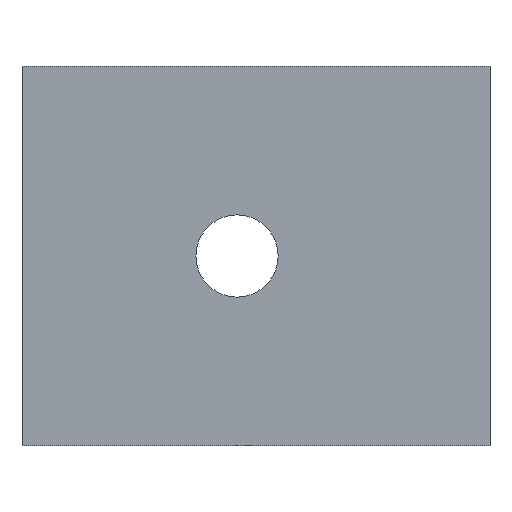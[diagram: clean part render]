
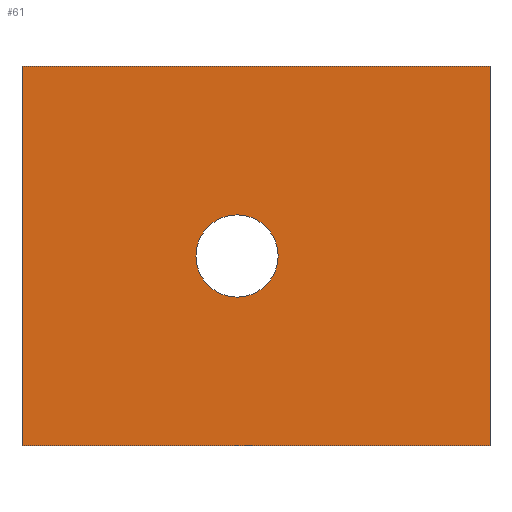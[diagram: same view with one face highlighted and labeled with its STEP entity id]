
A CAD part, left-side view. The second image highlights one B-rep face of the part: STEP entity #61.
In plain terms, the highlighted planar face has unit normal (-1, 0, 0).
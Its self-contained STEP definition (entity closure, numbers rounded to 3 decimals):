
#1 = VERTEX_POINT ( 'NONE', #423 ) ;
#24 = VECTOR ( 'NONE', #592, 1000. ) ;
#33 = DIRECTION ( 'NONE',  ( 0., 1., 0. ) ) ;
#40 = DIRECTION ( 'NONE',  ( 1., 0., 0. ) ) ;
#50 = EDGE_CURVE ( 'NONE', #181, #1, #428, .T. ) ;
#59 = AXIS2_PLACEMENT_3D ( 'NONE', #316, #638, #77 ) ;
#61 = ADVANCED_FACE ( 'NONE', ( #114, #589 ), #124, .F. ) ;
#63 = VERTEX_POINT ( 'NONE', #522 ) ;
#77 = DIRECTION ( 'NONE',  ( 0., 1., 0. ) ) ;
#114 = FACE_BOUND ( 'NONE', #289, .T. ) ;
#122 = ORIENTED_EDGE ( 'NONE', *, *, #130, .T. ) ;
#124 = PLANE ( 'NONE',  #59 ) ;
#130 = EDGE_CURVE ( 'NONE', #63, #1, #542, .T. ) ;
#136 = DIRECTION ( 'NONE',  ( 1., 0., 0. ) ) ;
#140 = EDGE_CURVE ( 'NONE', #267, #255, #143, .T. ) ;
#143 = CIRCLE ( 'NONE', #500, 3.25 ) ;
#156 = EDGE_CURVE ( 'NONE', #260, #63, #237, .T. ) ;
#173 = CARTESIAN_POINT ( 'NONE',  ( 0., 20., -3.25 ) ) ;
#180 = DIRECTION ( 'NONE',  ( 0., 1., 0. ) ) ;
#181 = VERTEX_POINT ( 'NONE', #341 ) ;
#183 = CARTESIAN_POINT ( 'NONE',  ( 0., 37., 15. ) ) ;
#189 = ORIENTED_EDGE ( 'NONE', *, *, #140, .T. ) ;
#191 = CARTESIAN_POINT ( 'NONE',  ( 0., 37., -15. ) ) ;
#208 = CARTESIAN_POINT ( 'NONE',  ( 0., 20., 3.25 ) ) ;
#234 = CARTESIAN_POINT ( 'NONE',  ( 0., 37., 15. ) ) ;
#237 = LINE ( 'NONE', #234, #360 ) ;
#254 = ORIENTED_EDGE ( 'NONE', *, *, #566, .F. ) ;
#255 = VERTEX_POINT ( 'NONE', #208 ) ;
#260 = VERTEX_POINT ( 'NONE', #408 ) ;
#267 = VERTEX_POINT ( 'NONE', #173 ) ;
#271 = VECTOR ( 'NONE', #286, 1000. ) ;
#286 = DIRECTION ( 'NONE',  ( 0., -1., 0. ) ) ;
#289 = EDGE_LOOP ( 'NONE', ( #189, #543 ) ) ;
#296 = LINE ( 'NONE', #183, #24 ) ;
#316 = CARTESIAN_POINT ( 'NONE',  ( 0., 37., 15. ) ) ;
#326 = EDGE_LOOP ( 'NONE', ( #122, #402, #254, #460 ) ) ;
#341 = CARTESIAN_POINT ( 'NONE',  ( 0., 0., 15. ) ) ;
#360 = VECTOR ( 'NONE', #539, 1000. ) ;
#399 = VECTOR ( 'NONE', #425, 1000. ) ;
#402 = ORIENTED_EDGE ( 'NONE', *, *, #50, .F. ) ;
#408 = CARTESIAN_POINT ( 'NONE',  ( 0., 37., 15. ) ) ;
#418 = CIRCLE ( 'NONE', #620, 3.25 ) ;
#423 = CARTESIAN_POINT ( 'NONE',  ( 0., 0., -15. ) ) ;
#425 = DIRECTION ( 'NONE',  ( 0., 0., -1. ) ) ;
#428 = LINE ( 'NONE', #636, #399 ) ;
#431 = CARTESIAN_POINT ( 'NONE',  ( 0., 20., 0. ) ) ;
#460 = ORIENTED_EDGE ( 'NONE', *, *, #156, .T. ) ;
#500 = AXIS2_PLACEMENT_3D ( 'NONE', #602, #136, #33 ) ;
#522 = CARTESIAN_POINT ( 'NONE',  ( 0., 37., -15. ) ) ;
#535 = EDGE_CURVE ( 'NONE', #255, #267, #418, .T. ) ;
#539 = DIRECTION ( 'NONE',  ( 0., 0., -1. ) ) ;
#542 = LINE ( 'NONE', #191, #271 ) ;
#543 = ORIENTED_EDGE ( 'NONE', *, *, #535, .T. ) ;
#566 = EDGE_CURVE ( 'NONE', #260, #181, #296, .T. ) ;
#589 = FACE_OUTER_BOUND ( 'NONE', #326, .T. ) ;
#592 = DIRECTION ( 'NONE',  ( 0., -1., 0. ) ) ;
#602 = CARTESIAN_POINT ( 'NONE',  ( 0., 20., 0. ) ) ;
#620 = AXIS2_PLACEMENT_3D ( 'NONE', #431, #40, #180 ) ;
#636 = CARTESIAN_POINT ( 'NONE',  ( 0., 0., 15. ) ) ;
#638 = DIRECTION ( 'NONE',  ( 1., 0., 0. ) ) ;
